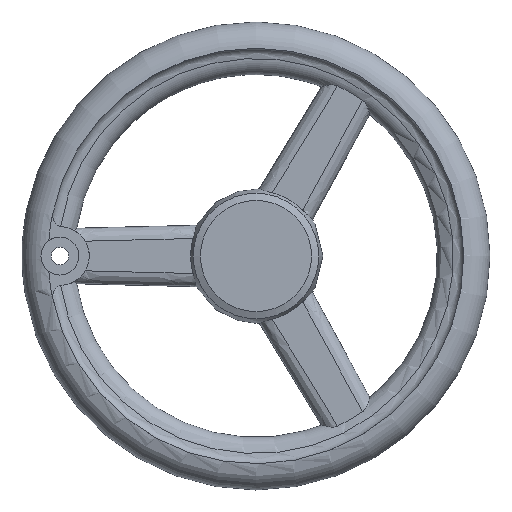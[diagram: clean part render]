
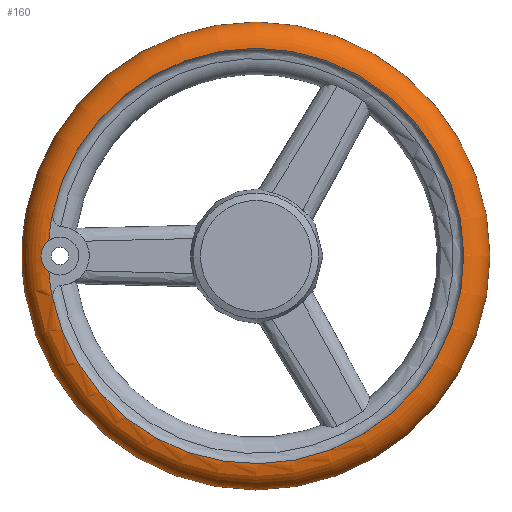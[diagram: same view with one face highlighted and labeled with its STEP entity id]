
A CAD part, left-side view. The second image highlights one B-rep face of the part: STEP entity #160.
In plain terms, the highlighted toroidal (fillet/blend) face has major radius 71 mm and minor radius 9 mm.
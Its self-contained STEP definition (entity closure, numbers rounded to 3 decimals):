
#160=ADVANCED_FACE('',(#216,#217),#205,.T.);
#205=TOROIDAL_SURFACE('',#1001,71.,9.);
#216=FACE_BOUND('',#290,.T.);
#217=FACE_BOUND('',#291,.T.);
#290=EDGE_LOOP('',(#524,#525,#526,#527));
#291=EDGE_LOOP('',(#528));
#401=B_SPLINE_CURVE_WITH_KNOTS('',3,(#1707,#1708,#1709,#1710,#1711,#1712),
.UNSPECIFIED.,.F.,.F.,(4,2,4),(0.,0.5,1.),.UNSPECIFIED.);
#524=ORIENTED_EDGE('',*,*,#876,.F.);
#525=ORIENTED_EDGE('',*,*,#877,.F.);
#526=ORIENTED_EDGE('',*,*,#878,.F.);
#527=ORIENTED_EDGE('',*,*,#879,.F.);
#528=ORIENTED_EDGE('',*,*,#880,.T.);
#774=VERTEX_POINT('',#1713);
#775=VERTEX_POINT('',#1714);
#776=VERTEX_POINT('',#1716);
#777=VERTEX_POINT('',#1718);
#778=VERTEX_POINT('',#1721);
#876=EDGE_CURVE('',#774,#775,#401,.T.);
#877=EDGE_CURVE('',#776,#774,#949,.T.);
#878=EDGE_CURVE('',#777,#776,#950,.T.);
#879=EDGE_CURVE('',#775,#777,#951,.T.);
#880=EDGE_CURVE('',#778,#778,#952,.T.);
#949=CIRCLE('',#997,71.);
#950=CIRCLE('',#998,71.);
#951=CIRCLE('',#999,71.);
#952=CIRCLE('',#1000,71.);
#997=AXIS2_PLACEMENT_3D('',#1715,#1107,#1108);
#998=AXIS2_PLACEMENT_3D('',#1717,#1109,#1110);
#999=AXIS2_PLACEMENT_3D('',#1719,#1111,#1112);
#1000=AXIS2_PLACEMENT_3D('',#1720,#1113,#1114);
#1001=AXIS2_PLACEMENT_3D('',#1722,#1115,#1116);
#1107=DIRECTION('',(-1.,0.,0.));
#1108=DIRECTION('',(0.,0.,1.));
#1109=DIRECTION('',(-1.,0.,0.));
#1110=DIRECTION('',(0.,0.,1.));
#1111=DIRECTION('',(-1.,0.,0.));
#1112=DIRECTION('',(0.,0.,1.));
#1113=DIRECTION('',(-1.,0.,0.));
#1114=DIRECTION('',(0.,0.,1.));
#1115=DIRECTION('',(-1.,0.,0.));
#1116=DIRECTION('',(0.,0.,1.));
#1707=CARTESIAN_POINT('',(218.428,240.226,14.274));
#1708=CARTESIAN_POINT('',(218.428,241.893,13.071));
#1709=CARTESIAN_POINT('',(218.783,242.923,11.054));
#1710=CARTESIAN_POINT('',(218.782,242.921,6.947));
#1711=CARTESIAN_POINT('',(218.428,241.903,4.944));
#1712=CARTESIAN_POINT('',(218.428,240.226,3.733));
#1713=CARTESIAN_POINT('',(218.428,240.226,14.274));
#1714=CARTESIAN_POINT('',(218.428,240.226,3.733));
#1715=CARTESIAN_POINT('',(218.428,169.422,9.004));
#1716=CARTESIAN_POINT('',(218.428,239.028,23.004));
#1717=CARTESIAN_POINT('',(218.428,169.422,9.004));
#1718=CARTESIAN_POINT('',(218.428,239.028,-4.996));
#1719=CARTESIAN_POINT('',(218.428,169.422,9.004));
#1720=CARTESIAN_POINT('',(236.428,169.422,9.004));
#1721=CARTESIAN_POINT('',(236.428,169.422,80.004));
#1722=CARTESIAN_POINT('',(227.428,169.422,9.004));
